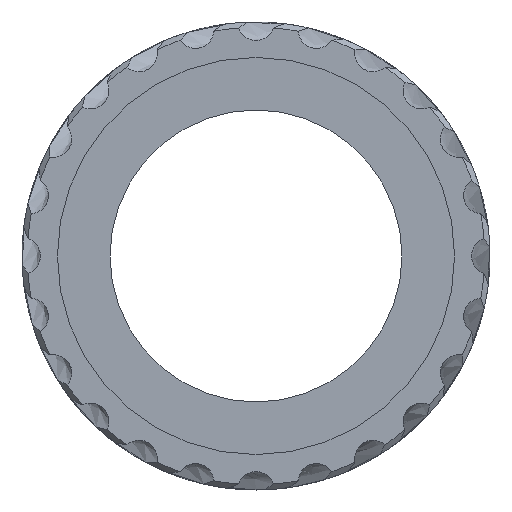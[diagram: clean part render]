
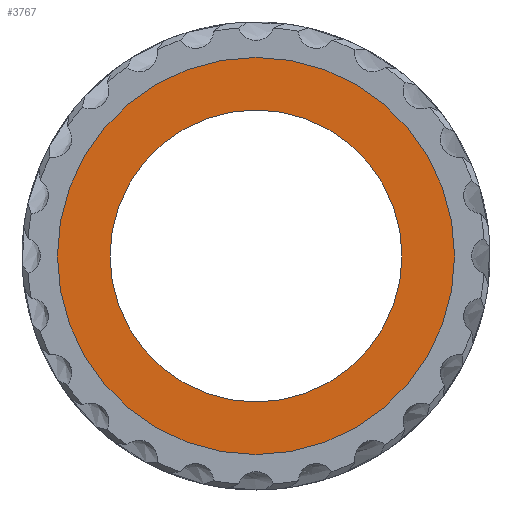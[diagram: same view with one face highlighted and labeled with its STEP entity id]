
A CAD part, front view. The second image highlights one B-rep face of the part: STEP entity #3767.
In plain terms, the highlighted planar face has unit normal (0, -1, 0).
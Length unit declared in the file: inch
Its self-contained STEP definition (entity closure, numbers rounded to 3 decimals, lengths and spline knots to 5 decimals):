
#629 = PLANE ( 'NONE',  #12744 ) ;
#676 = CIRCLE ( 'NONE', #10124, 0.0925 ) ;
#843 = VERTEX_POINT ( 'NONE', #10259 ) ;
#929 = DIRECTION ( 'NONE',  ( 0., -1., 0. ) ) ;
#1161 = EDGE_CURVE ( 'NONE', #7169, #6905, #12656, .T. ) ;
#2220 = ORIENTED_EDGE ( 'NONE', *, *, #5051, .T. ) ;
#2499 = FACE_BOUND ( 'NONE', #9133, .T. ) ;
#2973 = DIRECTION ( 'NONE',  ( 0., 0., -1. ) ) ;
#3767 = ADVANCED_FACE ( 'NONE', ( #2499, #11085 ), #629, .T. ) ;
#4289 = CIRCLE ( 'NONE', #7405, 0.0925 ) ;
#4721 = ORIENTED_EDGE ( 'NONE', *, *, #1161, .T. ) ;
#5051 = EDGE_CURVE ( 'NONE', #8792, #843, #676, .T. ) ;
#5143 = DIRECTION ( 'NONE',  ( -1., 0., 0. ) ) ;
#5254 = CARTESIAN_POINT ( 'NONE',  ( 0., 0., 0. ) ) ;
#6021 = CARTESIAN_POINT ( 'NONE',  ( 0., 0., -0.0925 ) ) ;
#6333 = AXIS2_PLACEMENT_3D ( 'NONE', #9845, #9763, #5143 ) ;
#6905 = VERTEX_POINT ( 'NONE', #8571 ) ;
#7169 = VERTEX_POINT ( 'NONE', #10263 ) ;
#7405 = AXIS2_PLACEMENT_3D ( 'NONE', #12622, #929, #2973 ) ;
#7747 = DIRECTION ( 'NONE',  ( 0., 1., 0. ) ) ;
#8137 = DIRECTION ( 'NONE',  ( 0., 0., -1. ) ) ;
#8150 = DIRECTION ( 'NONE',  ( -1., 0., 0. ) ) ;
#8170 = DIRECTION ( 'NONE',  ( 0., -1., 0. ) ) ;
#8448 = DIRECTION ( 'NONE',  ( 0., -1., 0. ) ) ;
#8505 = ORIENTED_EDGE ( 'NONE', *, *, #9385, .T. ) ;
#8517 = CARTESIAN_POINT ( 'NONE',  ( 0.0925, 0., 0. ) ) ;
#8571 = CARTESIAN_POINT ( 'NONE',  ( 0.068, 0., 0. ) ) ;
#8792 = VERTEX_POINT ( 'NONE', #6021 ) ;
#8955 = AXIS2_PLACEMENT_3D ( 'NONE', #10679, #7747, #8150 ) ;
#9133 = EDGE_LOOP ( 'NONE', ( #4721, #10674 ) ) ;
#9385 = EDGE_CURVE ( 'NONE', #843, #8792, #4289, .T. ) ;
#9763 = DIRECTION ( 'NONE',  ( 0., 1., 0. ) ) ;
#9845 = CARTESIAN_POINT ( 'NONE',  ( 0., 0., 0. ) ) ;
#10124 = AXIS2_PLACEMENT_3D ( 'NONE', #5254, #8170, #8137 ) ;
#10259 = CARTESIAN_POINT ( 'NONE',  ( 0., 0., 0.0925 ) ) ;
#10263 = CARTESIAN_POINT ( 'NONE',  ( -0.068, 0., 0. ) ) ;
#10674 = ORIENTED_EDGE ( 'NONE', *, *, #11202, .T. ) ;
#10679 = CARTESIAN_POINT ( 'NONE',  ( 0., 0., 0. ) ) ;
#10863 = CIRCLE ( 'NONE', #6333, 0.068 ) ;
#11085 = FACE_OUTER_BOUND ( 'NONE', #11797, .T. ) ;
#11202 = EDGE_CURVE ( 'NONE', #6905, #7169, #10863, .T. ) ;
#11339 = DIRECTION ( 'NONE',  ( 0., 0., -1. ) ) ;
#11797 = EDGE_LOOP ( 'NONE', ( #2220, #8505 ) ) ;
#12622 = CARTESIAN_POINT ( 'NONE',  ( 0., 0., 0. ) ) ;
#12656 = CIRCLE ( 'NONE', #8955, 0.068 ) ;
#12744 = AXIS2_PLACEMENT_3D ( 'NONE', #8517, #8448, #11339 ) ;
